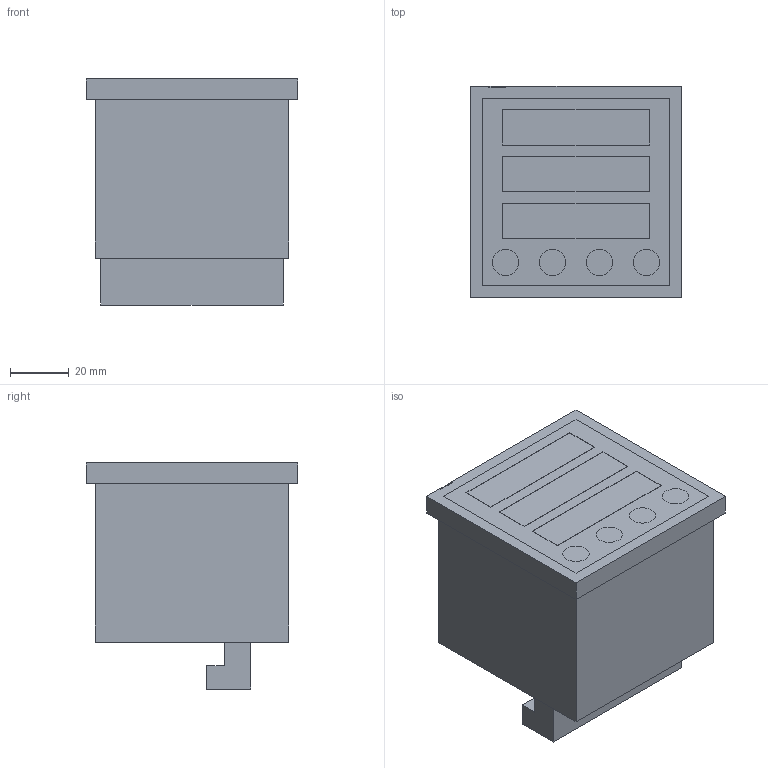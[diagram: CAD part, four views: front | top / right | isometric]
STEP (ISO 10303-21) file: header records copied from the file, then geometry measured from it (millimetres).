
FILE_DESCRIPTION (( 'STEP AP214' ), '1' );
FILE_NAME ('砎魨闉 灕鐨鍒鍣 AM-A723_VM-A723.STEP', '2018-06-06T13:52:27', ( '' ), ( '' ), 'SwSTEP 2.0', 'SolidWorks 2017', '' );
FILE_SCHEMA (( 'AUTOMOTIVE_DESIGN' ));
Length unit declared in the file: millimetre
Products named in the file (1): 砎魨闉 灕鐨鍒鍣 AM-A723_VM-A723
Bounding box: 72 x 72 x 77 mm (x, y, z)
Volume: 283062.6 mm3; surface area: 29987.2 mm2
Topology: 1 solids, 1 shells, 78 faces, 174 edges, 120 vertices
Faces by surface type: plane 54, cylinder 24
Entity records: 2532 total; most frequent: DIRECTION 388, CARTESIAN_POINT 373, ORIENTED_EDGE 348, EDGE_CURVE 174, AXIS2_PLACEMENT_3D 135, VERTEX_POINT 120, LINE 118, VECTOR 118
